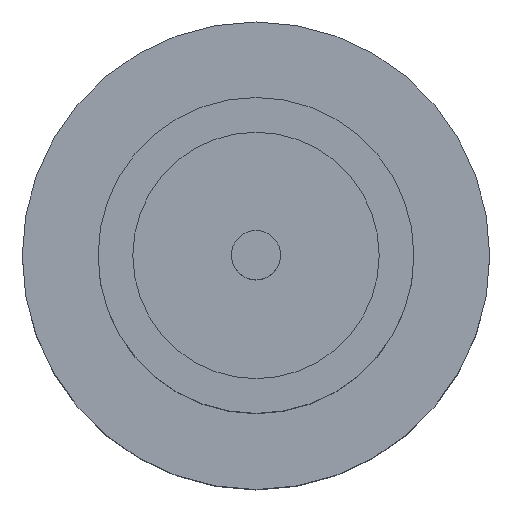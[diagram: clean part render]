
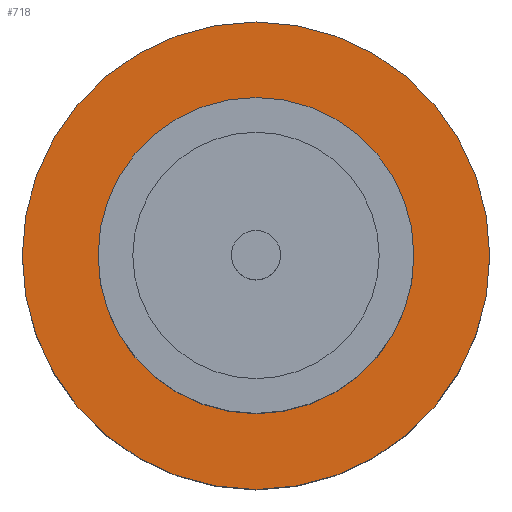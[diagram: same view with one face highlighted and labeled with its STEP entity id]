
A CAD part, top view. The second image highlights one B-rep face of the part: STEP entity #718.
In plain terms, the highlighted planar face has unit normal (0, 0, 1).
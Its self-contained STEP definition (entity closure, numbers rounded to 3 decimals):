
#21 = CIRCLE ( 'NONE', #551, 1.25 ) ;
#27 = EDGE_LOOP ( 'NONE', ( #319, #485 ) ) ;
#32 = AXIS2_PLACEMENT_3D ( 'NONE', #254, #662, #308 ) ;
#61 = ORIENTED_EDGE ( 'NONE', *, *, #478, .F. ) ;
#71 = AXIS2_PLACEMENT_3D ( 'NONE', #410, #473, #120 ) ;
#107 = CIRCLE ( 'NONE', #524, 1.25 ) ;
#120 = DIRECTION ( 'NONE',  ( 1., 0., 0. ) ) ;
#140 = VERTEX_POINT ( 'NONE', #218 ) ;
#151 = DIRECTION ( 'NONE',  ( 1., 0., 0. ) ) ;
#175 = CARTESIAN_POINT ( 'NONE',  ( 1.25, 0., 1.55 ) ) ;
#203 = DIRECTION ( 'NONE',  ( 0., 0., 1. ) ) ;
#210 = CARTESIAN_POINT ( 'NONE',  ( 0., 0., 1.55 ) ) ;
#218 = CARTESIAN_POINT ( 'NONE',  ( -1.25, 0., 1.55 ) ) ;
#224 = FACE_BOUND ( 'NONE', #590, .T. ) ;
#239 = DIRECTION ( 'NONE',  ( 1., 0., 0. ) ) ;
#251 = VERTEX_POINT ( 'NONE', #331 ) ;
#254 = CARTESIAN_POINT ( 'NONE',  ( 0., 0., 1.55 ) ) ;
#301 = AXIS2_PLACEMENT_3D ( 'NONE', #621, #203, #151 ) ;
#302 = FACE_OUTER_BOUND ( 'NONE', #27, .T. ) ;
#308 = DIRECTION ( 'NONE',  ( 1., 0., 0. ) ) ;
#309 = PLANE ( 'NONE',  #32 ) ;
#319 = ORIENTED_EDGE ( 'NONE', *, *, #384, .T. ) ;
#327 = EDGE_CURVE ( 'NONE', #402, #140, #21, .T. ) ;
#331 = CARTESIAN_POINT ( 'NONE',  ( -1.85, 0., 1.55 ) ) ;
#349 = CIRCLE ( 'NONE', #71, 1.85 ) ;
#364 = VERTEX_POINT ( 'NONE', #584 ) ;
#384 = EDGE_CURVE ( 'NONE', #251, #364, #349, .T. ) ;
#389 = DIRECTION ( 'NONE',  ( 0., 0., 1. ) ) ;
#402 = VERTEX_POINT ( 'NONE', #175 ) ;
#410 = CARTESIAN_POINT ( 'NONE',  ( 0., 0., 1.55 ) ) ;
#473 = DIRECTION ( 'NONE',  ( 0., 0., 1. ) ) ;
#478 = EDGE_CURVE ( 'NONE', #140, #402, #107, .T. ) ;
#485 = ORIENTED_EDGE ( 'NONE', *, *, #492, .T. ) ;
#492 = EDGE_CURVE ( 'NONE', #364, #251, #616, .T. ) ;
#497 = DIRECTION ( 'NONE',  ( 1., 0., 0. ) ) ;
#522 = DIRECTION ( 'NONE',  ( 0., 0., 1. ) ) ;
#524 = AXIS2_PLACEMENT_3D ( 'NONE', #210, #389, #497 ) ;
#551 = AXIS2_PLACEMENT_3D ( 'NONE', #699, #522, #239 ) ;
#584 = CARTESIAN_POINT ( 'NONE',  ( 1.85, 0., 1.55 ) ) ;
#590 = EDGE_LOOP ( 'NONE', ( #694, #61 ) ) ;
#616 = CIRCLE ( 'NONE', #301, 1.85 ) ;
#621 = CARTESIAN_POINT ( 'NONE',  ( 0., 0., 1.55 ) ) ;
#662 = DIRECTION ( 'NONE',  ( 0., 0., 1. ) ) ;
#694 = ORIENTED_EDGE ( 'NONE', *, *, #327, .F. ) ;
#699 = CARTESIAN_POINT ( 'NONE',  ( 0., 0., 1.55 ) ) ;
#718 = ADVANCED_FACE ( 'NONE', ( #224, #302 ), #309, .T. ) ;
